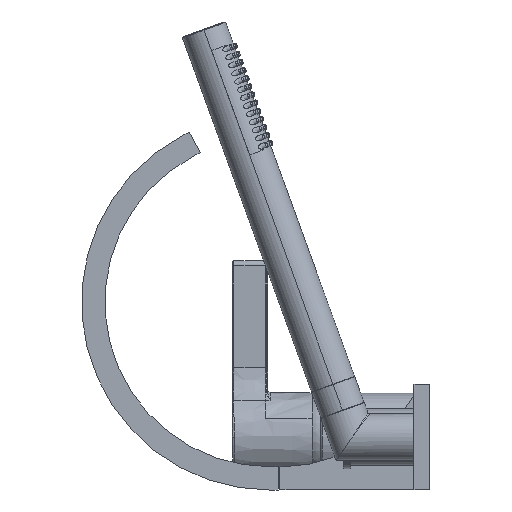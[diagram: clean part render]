
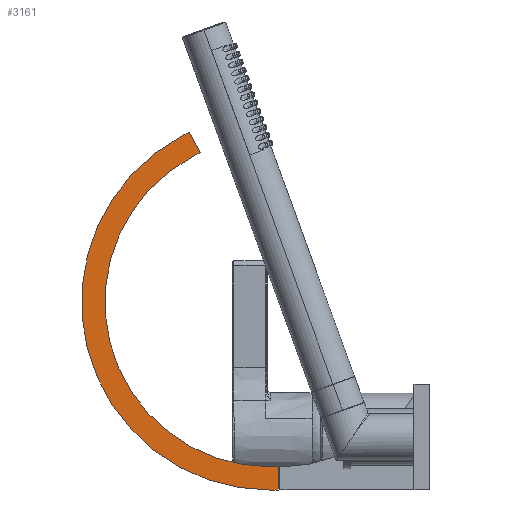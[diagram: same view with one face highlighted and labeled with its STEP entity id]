
A CAD part, left-side view. The second image highlights one B-rep face of the part: STEP entity #3161.
In plain terms, the highlighted planar face has unit normal (-1, 0, 0).
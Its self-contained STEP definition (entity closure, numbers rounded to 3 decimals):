
#239 = VECTOR ( 'NONE', #2324, 1000. ) ;
#316 = CARTESIAN_POINT ( 'NONE',  ( -24., 0., 6.6 ) ) ;
#724 = ORIENTED_EDGE ( 'NONE', *, *, #11223, .F. ) ;
#1297 = DIRECTION ( 'NONE',  ( 1., 0., 0. ) ) ;
#1310 = EDGE_CURVE ( 'NONE', #3993, #2610, #13512, .T. ) ;
#1617 = EDGE_CURVE ( 'NONE', #2610, #7827, #10209, .T. ) ;
#2273 = CARTESIAN_POINT ( 'NONE',  ( -24., 50.332, 196.4 ) ) ;
#2295 = CARTESIAN_POINT ( 'NONE',  ( -24., 5., -6.6 ) ) ;
#2324 = DIRECTION ( 'NONE',  ( 0., -0.467, -0.884 ) ) ;
#2509 = ORIENTED_EDGE ( 'NONE', *, *, #16178, .F. ) ;
#2610 = VERTEX_POINT ( 'NONE', #14289 ) ;
#2830 = ORIENTED_EDGE ( 'NONE', *, *, #1310, .F. ) ;
#2861 = LINE ( 'NONE', #10702, #5182 ) ;
#2890 = DIRECTION ( 'NONE',  ( -1., 0., 0. ) ) ;
#3161 = ADVANCED_FACE ( 'NONE', ( #3645 ), #11856, .F. ) ;
#3387 = ORIENTED_EDGE ( 'NONE', *, *, #9693, .F. ) ;
#3645 = FACE_OUTER_BOUND ( 'NONE', #16086, .T. ) ;
#3834 = VERTEX_POINT ( 'NONE', #7687 ) ;
#3993 = VERTEX_POINT ( 'NONE', #11520 ) ;
#5012 = CARTESIAN_POINT ( 'NONE',  ( -24., 54.753, 194.064 ) ) ;
#5182 = VECTOR ( 'NONE', #6777, 1000. ) ;
#5387 = CIRCLE ( 'NONE', #13997, 93.3 ) ;
#5569 = EDGE_CURVE ( 'NONE', #16263, #3993, #10260, .T. ) ;
#5758 = EDGE_CURVE ( 'NONE', #7827, #15676, #5387, .T. ) ;
#5918 = CARTESIAN_POINT ( 'NONE',  ( -24., 5., 99.9 ) ) ;
#6027 = EDGE_CURVE ( 'NONE', #15676, #9591, #9094, .T. ) ;
#6203 = CARTESIAN_POINT ( 'NONE',  ( -24., 48.586, 182.393 ) ) ;
#6720 = ORIENTED_EDGE ( 'NONE', *, *, #1617, .F. ) ;
#6741 = LINE ( 'NONE', #6944, #8173 ) ;
#6777 = DIRECTION ( 'NONE',  ( 0., 0., -1. ) ) ;
#6944 = CARTESIAN_POINT ( 'NONE',  ( -24., 0., -6.6 ) ) ;
#7078 = DIRECTION ( 'NONE',  ( 0., 0., -1. ) ) ;
#7248 = DIRECTION ( 'NONE',  ( 1., 0., 0. ) ) ;
#7687 = CARTESIAN_POINT ( 'NONE',  ( -24., 0., -6.6 ) ) ;
#7738 = VECTOR ( 'NONE', #13818, 1000. ) ;
#7827 = VERTEX_POINT ( 'NONE', #6203 ) ;
#8173 = VECTOR ( 'NONE', #9634, 1000. ) ;
#8204 = CARTESIAN_POINT ( 'NONE',  ( -24., 5., 99.9 ) ) ;
#8256 = CARTESIAN_POINT ( 'NONE',  ( -24., 5., 6.6 ) ) ;
#9094 = LINE ( 'NONE', #11303, #15075 ) ;
#9302 = ORIENTED_EDGE ( 'NONE', *, *, #5758, .F. ) ;
#9362 = CARTESIAN_POINT ( 'NONE',  ( -24., 5., 99.9 ) ) ;
#9591 = VERTEX_POINT ( 'NONE', #316 ) ;
#9626 = ORIENTED_EDGE ( 'NONE', *, *, #6027, .F. ) ;
#9634 = DIRECTION ( 'NONE',  ( 0., 1., 0. ) ) ;
#9693 = EDGE_CURVE ( 'NONE', #16020, #16263, #11575, .T. ) ;
#9821 = CARTESIAN_POINT ( 'NONE',  ( -24., 44.166, 184.729 ) ) ;
#10209 = LINE ( 'NONE', #9821, #7738 ) ;
#10260 = LINE ( 'NONE', #5012, #13237 ) ;
#10344 = ORIENTED_EDGE ( 'NONE', *, *, #5569, .F. ) ;
#10702 = CARTESIAN_POINT ( 'NONE',  ( -24., 0., 6.6 ) ) ;
#11223 = EDGE_CURVE ( 'NONE', #9591, #3834, #2861, .T. ) ;
#11303 = CARTESIAN_POINT ( 'NONE',  ( -24., 0., 6.6 ) ) ;
#11472 = DIRECTION ( 'NONE',  ( 0., -1., 0. ) ) ;
#11520 = CARTESIAN_POINT ( 'NONE',  ( -24., 50.332, 196.4 ) ) ;
#11575 = CIRCLE ( 'NONE', #15937, 106.5 ) ;
#11856 = PLANE ( 'NONE',  #11874 ) ;
#11874 = AXIS2_PLACEMENT_3D ( 'NONE', #9362, #1297, #13198 ) ;
#12143 = CARTESIAN_POINT ( 'NONE',  ( -24., 54.753, 194.064 ) ) ;
#12174 = DIRECTION ( 'NONE',  ( 0., 0., -1. ) ) ;
#13198 = DIRECTION ( 'NONE',  ( 0., 0., -1. ) ) ;
#13237 = VECTOR ( 'NONE', #14367, 1000. ) ;
#13512 = LINE ( 'NONE', #2273, #239 ) ;
#13818 = DIRECTION ( 'NONE',  ( 0., 0.884, -0.467 ) ) ;
#13997 = AXIS2_PLACEMENT_3D ( 'NONE', #8204, #2890, #12174 ) ;
#14289 = CARTESIAN_POINT ( 'NONE',  ( -24., 44.166, 184.729 ) ) ;
#14367 = DIRECTION ( 'NONE',  ( 0., -0.884, 0.467 ) ) ;
#15075 = VECTOR ( 'NONE', #11472, 1000. ) ;
#15676 = VERTEX_POINT ( 'NONE', #8256 ) ;
#15937 = AXIS2_PLACEMENT_3D ( 'NONE', #5918, #7248, #7078 ) ;
#16020 = VERTEX_POINT ( 'NONE', #2295 ) ;
#16086 = EDGE_LOOP ( 'NONE', ( #9626, #9302, #6720, #2830, #10344, #3387, #2509, #724 ) ) ;
#16178 = EDGE_CURVE ( 'NONE', #3834, #16020, #6741, .T. ) ;
#16263 = VERTEX_POINT ( 'NONE', #12143 ) ;
